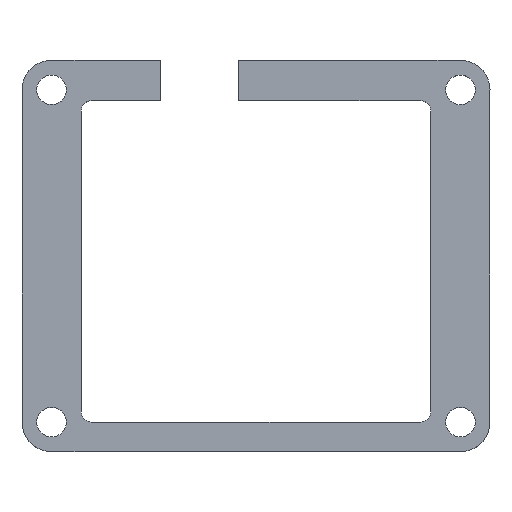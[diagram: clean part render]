
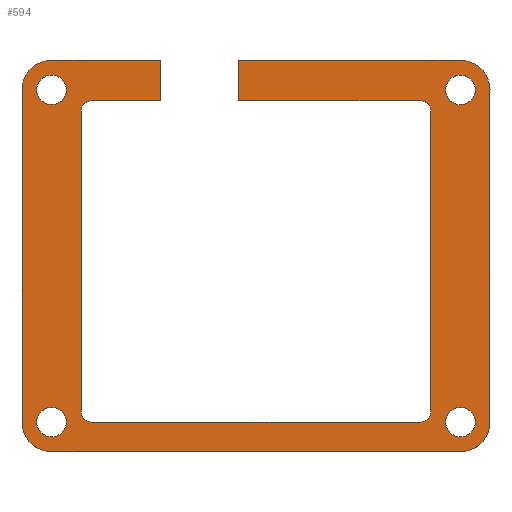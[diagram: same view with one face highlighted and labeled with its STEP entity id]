
A CAD part, top view. The second image highlights one B-rep face of the part: STEP entity #594.
In plain terms, the highlighted planar face has unit normal (0, 0, 1).
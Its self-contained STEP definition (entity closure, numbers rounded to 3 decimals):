
#19=FACE_BOUND('',#97,.T.);
#20=FACE_BOUND('',#98,.T.);
#21=FACE_BOUND('',#99,.T.);
#22=FACE_BOUND('',#100,.T.);
#34=PLANE('',#660);
#62=FACE_OUTER_BOUND('',#96,.T.);
#96=EDGE_LOOP('',(#501,#502,#503,#504,#505,#506,#507,#508,#509,#510,#511,
#512,#513,#514,#515,#516,#517,#518,#519,#520,#521,#522,#523,#524));
#97=EDGE_LOOP('',(#525));
#98=EDGE_LOOP('',(#526));
#99=EDGE_LOOP('',(#527));
#100=EDGE_LOOP('',(#528));
#111=LINE('',#853,#171);
#134=LINE('',#929,#194);
#138=LINE('',#939,#198);
#141=LINE('',#947,#201);
#143=LINE('',#951,#203);
#145=LINE('',#955,#205);
#147=LINE('',#959,#207);
#151=LINE('',#969,#211);
#153=LINE('',#973,#213);
#156=LINE('',#981,#216);
#158=LINE('',#987,#218);
#159=LINE('',#988,#219);
#160=LINE('',#989,#220);
#161=LINE('',#991,#221);
#162=LINE('',#993,#222);
#163=LINE('',#996,#223);
#171=VECTOR('',#683,10.);
#194=VECTOR('',#748,10.);
#198=VECTOR('',#758,10.);
#201=VECTOR('',#767,10.);
#203=VECTOR('',#771,10.);
#205=VECTOR('',#775,10.);
#207=VECTOR('',#779,10.);
#211=VECTOR('',#789,10.);
#213=VECTOR('',#793,10.);
#216=VECTOR('',#802,10.);
#218=VECTOR('',#810,10.);
#219=VECTOR('',#811,10.);
#220=VECTOR('',#812,10.);
#221=VECTOR('',#813,10.);
#222=VECTOR('',#814,10.);
#223=VECTOR('',#817,10.);
#229=CIRCLE('',#618,5.);
#231=CIRCLE('',#622,5.);
#233=CIRCLE('',#625,2.505);
#244=CIRCLE('',#638,2.505);
#245=CIRCLE('',#640,2.505);
#246=CIRCLE('',#643,1.794);
#247=CIRCLE('',#646,1.794);
#248=CIRCLE('',#652,5.);
#249=CIRCLE('',#656,1.794);
#250=CIRCLE('',#659,1.794);
#251=CIRCLE('',#661,5.);
#252=CIRCLE('',#662,2.505);
#253=VERTEX_POINT('',#843);
#254=VERTEX_POINT('',#844);
#257=VERTEX_POINT('',#852);
#259=VERTEX_POINT('',#858);
#261=VERTEX_POINT('',#864);
#286=VERTEX_POINT('',#918);
#287=VERTEX_POINT('',#922);
#288=VERTEX_POINT('',#926);
#289=VERTEX_POINT('',#928);
#290=VERTEX_POINT('',#932);
#291=VERTEX_POINT('',#936);
#292=VERTEX_POINT('',#938);
#293=VERTEX_POINT('',#942);
#294=VERTEX_POINT('',#946);
#295=VERTEX_POINT('',#950);
#296=VERTEX_POINT('',#954);
#297=VERTEX_POINT('',#958);
#298=VERTEX_POINT('',#962);
#299=VERTEX_POINT('',#966);
#300=VERTEX_POINT('',#968);
#301=VERTEX_POINT('',#972);
#302=VERTEX_POINT('',#976);
#303=VERTEX_POINT('',#980);
#304=VERTEX_POINT('',#986);
#305=VERTEX_POINT('',#990);
#306=VERTEX_POINT('',#992);
#307=VERTEX_POINT('',#994);
#308=VERTEX_POINT('',#997);
#309=EDGE_CURVE('',#253,#254,#229,.T.);
#313=EDGE_CURVE('',#254,#257,#111,.T.);
#316=EDGE_CURVE('',#257,#259,#231,.T.);
#319=EDGE_CURVE('',#261,#261,#233,.T.);
#346=EDGE_CURVE('',#286,#286,#244,.T.);
#348=EDGE_CURVE('',#287,#287,#245,.T.);
#351=EDGE_CURVE('',#289,#288,#134,.F.);
#353=EDGE_CURVE('',#290,#289,#246,.F.);
#356=EDGE_CURVE('',#292,#291,#138,.F.);
#358=EDGE_CURVE('',#293,#292,#247,.F.);
#360=EDGE_CURVE('',#294,#293,#141,.F.);
#362=EDGE_CURVE('',#295,#294,#143,.F.);
#364=EDGE_CURVE('',#296,#253,#145,.T.);
#366=EDGE_CURVE('',#297,#296,#147,.T.);
#368=EDGE_CURVE('',#298,#297,#248,.F.);
#371=EDGE_CURVE('',#300,#299,#151,.F.);
#373=EDGE_CURVE('',#301,#300,#153,.F.);
#375=EDGE_CURVE('',#302,#301,#249,.F.);
#377=EDGE_CURVE('',#303,#302,#156,.F.);
#379=EDGE_CURVE('',#288,#303,#250,.F.);
#380=EDGE_CURVE('',#259,#304,#158,.T.);
#381=EDGE_CURVE('',#304,#295,#159,.T.);
#382=EDGE_CURVE('',#291,#290,#160,.T.);
#383=EDGE_CURVE('',#299,#305,#161,.T.);
#384=EDGE_CURVE('',#305,#306,#162,.T.);
#385=EDGE_CURVE('',#306,#307,#251,.T.);
#386=EDGE_CURVE('',#307,#298,#163,.T.);
#387=EDGE_CURVE('',#308,#308,#252,.T.);
#501=ORIENTED_EDGE('',*,*,#364,.T.);
#502=ORIENTED_EDGE('',*,*,#309,.T.);
#503=ORIENTED_EDGE('',*,*,#313,.T.);
#504=ORIENTED_EDGE('',*,*,#316,.T.);
#505=ORIENTED_EDGE('',*,*,#380,.T.);
#506=ORIENTED_EDGE('',*,*,#381,.T.);
#507=ORIENTED_EDGE('',*,*,#362,.T.);
#508=ORIENTED_EDGE('',*,*,#360,.T.);
#509=ORIENTED_EDGE('',*,*,#358,.T.);
#510=ORIENTED_EDGE('',*,*,#356,.T.);
#511=ORIENTED_EDGE('',*,*,#382,.T.);
#512=ORIENTED_EDGE('',*,*,#353,.T.);
#513=ORIENTED_EDGE('',*,*,#351,.T.);
#514=ORIENTED_EDGE('',*,*,#379,.T.);
#515=ORIENTED_EDGE('',*,*,#377,.T.);
#516=ORIENTED_EDGE('',*,*,#375,.T.);
#517=ORIENTED_EDGE('',*,*,#373,.T.);
#518=ORIENTED_EDGE('',*,*,#371,.T.);
#519=ORIENTED_EDGE('',*,*,#383,.T.);
#520=ORIENTED_EDGE('',*,*,#384,.T.);
#521=ORIENTED_EDGE('',*,*,#385,.T.);
#522=ORIENTED_EDGE('',*,*,#386,.T.);
#523=ORIENTED_EDGE('',*,*,#368,.T.);
#524=ORIENTED_EDGE('',*,*,#366,.T.);
#525=ORIENTED_EDGE('',*,*,#346,.T.);
#526=ORIENTED_EDGE('',*,*,#348,.T.);
#527=ORIENTED_EDGE('',*,*,#387,.T.);
#528=ORIENTED_EDGE('',*,*,#319,.T.);
#594=ADVANCED_FACE('',(#62,#19,#20,#21,#22),#34,.F.);
#618=AXIS2_PLACEMENT_3D('',#845,#675,#676);
#622=AXIS2_PLACEMENT_3D('',#859,#688,#689);
#625=AXIS2_PLACEMENT_3D('',#865,#695,#696);
#638=AXIS2_PLACEMENT_3D('',#919,#737,#738);
#640=AXIS2_PLACEMENT_3D('',#923,#742,#743);
#643=AXIS2_PLACEMENT_3D('',#933,#752,#753);
#646=AXIS2_PLACEMENT_3D('',#943,#762,#763);
#652=AXIS2_PLACEMENT_3D('',#963,#783,#784);
#656=AXIS2_PLACEMENT_3D('',#977,#797,#798);
#659=AXIS2_PLACEMENT_3D('',#984,#806,#807);
#660=AXIS2_PLACEMENT_3D('',#985,#808,#809);
#661=AXIS2_PLACEMENT_3D('',#995,#815,#816);
#662=AXIS2_PLACEMENT_3D('',#998,#818,#819);
#675=DIRECTION('center_axis',(0.,0.,1.));
#676=DIRECTION('ref_axis',(1.,0.,0.));
#683=DIRECTION('',(0.,1.,0.));
#688=DIRECTION('center_axis',(0.,0.,1.));
#689=DIRECTION('ref_axis',(0.,1.,0.));
#695=DIRECTION('center_axis',(0.,0.,-1.));
#696=DIRECTION('ref_axis',(1.,0.,0.));
#737=DIRECTION('center_axis',(0.,0.,-1.));
#738=DIRECTION('ref_axis',(1.,0.,0.));
#742=DIRECTION('center_axis',(0.,0.,-1.));
#743=DIRECTION('ref_axis',(1.,0.,0.));
#748=DIRECTION('',(1.,0.,0.));
#752=DIRECTION('center_axis',(0.,0.,1.));
#753=DIRECTION('ref_axis',(1.,0.,0.));
#758=DIRECTION('',(0.,1.,0.));
#762=DIRECTION('center_axis',(0.,0.,1.));
#763=DIRECTION('ref_axis',(0.,1.,0.));
#767=DIRECTION('',(-1.,0.,0.));
#771=DIRECTION('',(0.,1.,0.));
#775=DIRECTION('',(1.,0.,0.));
#779=DIRECTION('',(1.,0.,0.));
#783=DIRECTION('center_axis',(0.,0.,-1.));
#784=DIRECTION('ref_axis',(0.,-1.,0.));
#789=DIRECTION('',(0.,-1.,0.));
#793=DIRECTION('',(-1.,0.,0.));
#797=DIRECTION('center_axis',(0.,0.,1.));
#798=DIRECTION('ref_axis',(-1.,0.,0.));
#802=DIRECTION('',(0.,-1.,0.));
#806=DIRECTION('center_axis',(0.,0.,1.));
#807=DIRECTION('ref_axis',(0.,-1.,0.));
#808=DIRECTION('center_axis',(0.,0.,-1.));
#809=DIRECTION('ref_axis',(1.,0.,0.));
#810=DIRECTION('',(-1.,0.,0.));
#811=DIRECTION('',(-1.,0.,0.));
#812=DIRECTION('',(0.,-1.,0.));
#813=DIRECTION('',(-1.,0.,0.));
#814=DIRECTION('',(-1.,0.,0.));
#815=DIRECTION('center_axis',(0.,0.,1.));
#816=DIRECTION('ref_axis',(-1.,0.,0.));
#817=DIRECTION('',(0.,-1.,0.));
#818=DIRECTION('center_axis',(0.,0.,-1.));
#819=DIRECTION('ref_axis',(1.,0.,0.));
#843=CARTESIAN_POINT('',(205.231,-125.063,1.7));
#844=CARTESIAN_POINT('',(210.231,-120.063,1.7));
#845=CARTESIAN_POINT('Origin',(205.231,-120.063,1.7));
#852=CARTESIAN_POINT('',(210.232,-63.869,1.7));
#853=CARTESIAN_POINT('',(210.231,-106.015,1.7));
#858=CARTESIAN_POINT('',(205.232,-58.869,1.7));
#859=CARTESIAN_POINT('Origin',(205.232,-63.869,1.7));
#864=CARTESIAN_POINT('',(133.57,-63.865,1.7));
#865=CARTESIAN_POINT('Origin',(136.075,-63.865,1.7));
#918=CARTESIAN_POINT('',(202.726,-120.063,1.7));
#919=CARTESIAN_POINT('Origin',(205.231,-120.063,1.7));
#922=CARTESIAN_POINT('',(133.57,-120.061,1.7));
#923=CARTESIAN_POINT('Origin',(136.075,-120.061,1.7));
#926=CARTESIAN_POINT('',(142.869,-120.063,1.7));
#928=CARTESIAN_POINT('',(198.431,-120.064,1.7));
#929=CARTESIAN_POINT('',(183.086,-120.063,1.7));
#932=CARTESIAN_POINT('',(200.225,-118.269,1.7));
#933=CARTESIAN_POINT('Origin',(198.431,-118.269,1.7));
#936=CARTESIAN_POINT('',(200.231,-67.469,1.7));
#938=CARTESIAN_POINT('',(200.231,-67.469,1.7));
#939=CARTESIAN_POINT('',(200.231,-78.682,1.7));
#942=CARTESIAN_POINT('',(198.438,-65.675,1.7));
#943=CARTESIAN_POINT('Origin',(198.437,-67.469,1.7));
#946=CARTESIAN_POINT('',(167.688,-65.675,1.7));
#947=CARTESIAN_POINT('',(167.714,-65.675,1.7));
#950=CARTESIAN_POINT('',(167.688,-58.864,1.7));
#951=CARTESIAN_POINT('',(167.688,-74.38,1.7));
#954=CARTESIAN_POINT('',(141.074,-125.061,1.7));
#955=CARTESIAN_POINT('',(155.861,-125.062,1.7));
#958=CARTESIAN_POINT('',(136.075,-125.061,1.7));
#959=CARTESIAN_POINT('',(153.362,-125.061,1.7));
#962=CARTESIAN_POINT('',(131.075,-120.061,1.7));
#963=CARTESIAN_POINT('Origin',(136.075,-120.061,1.7));
#966=CARTESIAN_POINT('',(154.575,-58.865,1.7));
#968=CARTESIAN_POINT('',(154.575,-65.675,1.7));
#969=CARTESIAN_POINT('',(154.575,-77.785,1.7));
#972=CARTESIAN_POINT('',(142.875,-65.675,1.7));
#973=CARTESIAN_POINT('',(155.308,-65.675,1.7));
#976=CARTESIAN_POINT('',(141.081,-67.469,1.7));
#977=CARTESIAN_POINT('Origin',(142.875,-67.469,1.7));
#980=CARTESIAN_POINT('',(141.075,-118.269,1.7));
#981=CARTESIAN_POINT('',(141.077,-104.08,1.7));
#984=CARTESIAN_POINT('Origin',(142.869,-118.269,1.7));
#985=CARTESIAN_POINT('Origin',(167.741,-89.895,1.7));
#986=CARTESIAN_POINT('',(200.231,-58.869,1.7));
#987=CARTESIAN_POINT('',(187.941,-58.868,1.7));
#988=CARTESIAN_POINT('',(185.442,-58.867,1.7));
#989=CARTESIAN_POINT('',(200.23,-79.72,1.7));
#990=CARTESIAN_POINT('',(141.075,-58.865,1.7));
#991=CARTESIAN_POINT('',(162.612,-58.865,1.7));
#992=CARTESIAN_POINT('',(136.075,-58.865,1.7));
#993=CARTESIAN_POINT('',(155.862,-58.865,1.7));
#994=CARTESIAN_POINT('',(131.075,-63.865,1.7));
#995=CARTESIAN_POINT('Origin',(136.075,-63.865,1.7));
#996=CARTESIAN_POINT('',(131.075,-77.916,1.7));
#997=CARTESIAN_POINT('',(202.727,-63.869,1.7));
#998=CARTESIAN_POINT('Origin',(205.232,-63.869,1.7));
